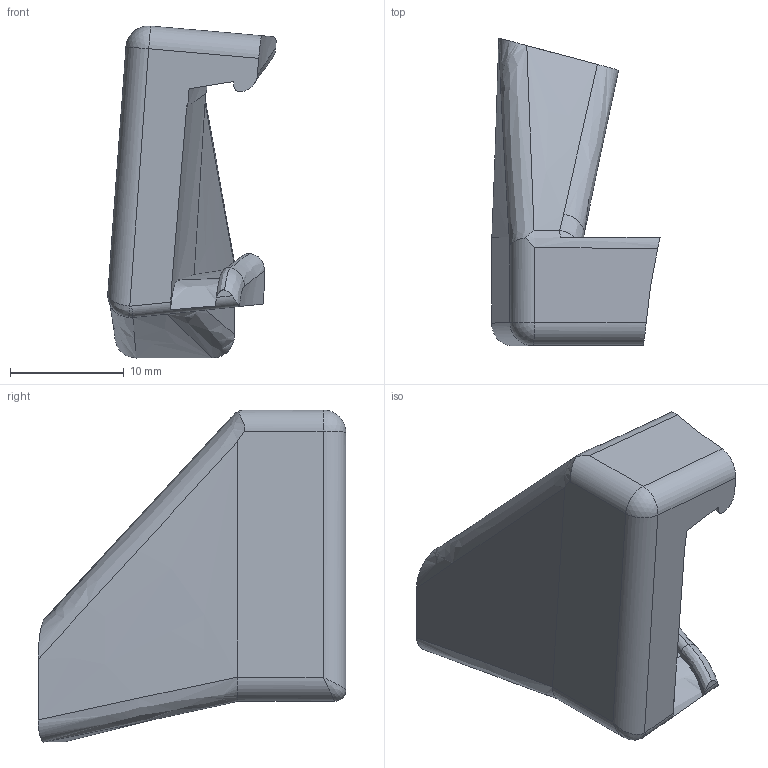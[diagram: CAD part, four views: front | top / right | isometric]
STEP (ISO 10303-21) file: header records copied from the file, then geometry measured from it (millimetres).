
FILE_DESCRIPTION(/* description */ (''),/* implementation_level */ '2;1');
FILE_NAME(/* name */ 'mount.step',/* time_stamp */ '2021-10-17T08:51:13+02:00',/* author */ (''),/* organization */ (''),/* preprocessor_version */ 'ST-DEVELOPER v18.1',/* originating_system */ 'Autodesk Translation Framework v10.10.0.1391',/* authorisation */ '');
FILE_SCHEMA (('AUTOMOTIVE_DESIGN { 1 0 10303 214 3 1 1 }'));
Length unit declared in the file: millimetre
Products named in the file (1): mount
Bounding box: 14.78 x 27.03 x 29.17 mm (x, y, z)
Volume: 4184.1 mm3; surface area: 2151.3 mm2
Topology: 1 solids, 1 shells, 62 faces, 167 edges, 108 vertices
Faces by surface type: bspline 30, plane 25, cylinder 5, sphere 2
Entity records: 9114 total; most frequent: CARTESIAN_POINT 7775, ORIENTED_EDGE 332, EDGE_CURVE 166, DIRECTION 164, VERTEX_POINT 108, B_SPLINE_CURVE_WITH_KNOTS 84, LINE 66, VECTOR 66
